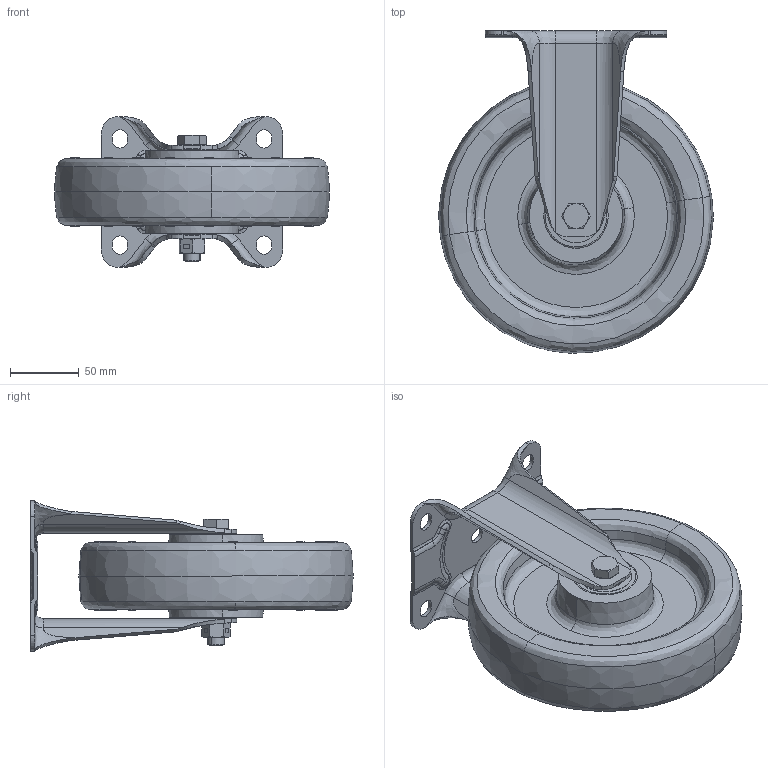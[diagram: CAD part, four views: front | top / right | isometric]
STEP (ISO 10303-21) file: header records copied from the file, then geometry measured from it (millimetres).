
FILE_DESCRIPTION (( 'STEP AP214' ), '1' );
FILE_NAME ('0056239.step', '2023-08-02T07:58:03', ( '' ), ( '' ), 'SwSTEP 2.0', 'SolidWorks 2020', '' );
FILE_SCHEMA (( 'AUTOMOTIVE_DESIGN' ));
Length unit declared in the file: millimetre
Products named in the file (1): 0056239
Bounding box: 199.91 x 234.96 x 110 mm (x, y, z)
Volume: 1123613 mm3; surface area: 220481.1 mm2
Topology: 17 solids, 17 shells, 444 faces, 998 edges, 594 vertices
Faces by surface type: bspline 132, plane 118, cylinder 116, torus 42, cone 36
Entity records: 29383 total; most frequent: CARTESIAN_POINT 15012, ORIENTED_EDGE 1996, DIRECTION 1834, EDGE_CURVE 998, AXIS2_PLACEMENT_3D 742, VERTEX_POINT 594, EDGE_LOOP 494, UNCERTAINTY_MEASURE_WITH_UNIT 463
